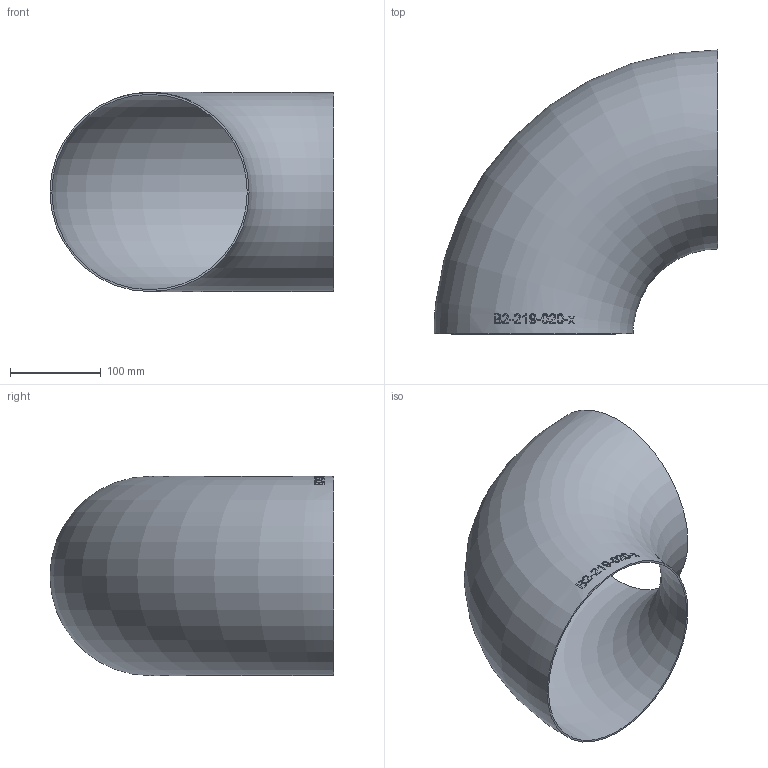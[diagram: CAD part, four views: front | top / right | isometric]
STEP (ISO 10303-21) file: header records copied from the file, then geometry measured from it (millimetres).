
FILE_DESCRIPTION (( 'STEP AP214' ), '1' );
FILE_NAME ('B2-219-020-x Bogen 2003.STEP', '2020-03-31T14:23:49', ( '' ), ( '' ), 'SwSTEP 2.0', 'SolidWorks 2019', '' );
FILE_SCHEMA (( 'AUTOMOTIVE_DESIGN' ));
Length unit declared in the file: millimetre
Products named in the file (1): B2-219-020-x Bogen 2003
Bounding box: 312.55 x 312.55 x 219.1 mm (x, y, z)
Volume: 434954.4 mm3; surface area: 437711.4 mm2
Topology: 1 solids, 1 shells, 148 faces, 391 edges, 261 vertices
Faces by surface type: bspline 126, torus 20, plane 2
Entity records: 27750 total; most frequent: CARTESIAN_POINT 23702, ORIENTED_EDGE 764, EDGE_CURVE 382, B_SPLINE_CURVE_WITH_KNOTS 378, VERTEX_POINT 256, EDGE_LOOP 168, FACE_OUTER_BOUND 149, ADVANCED_FACE 147
